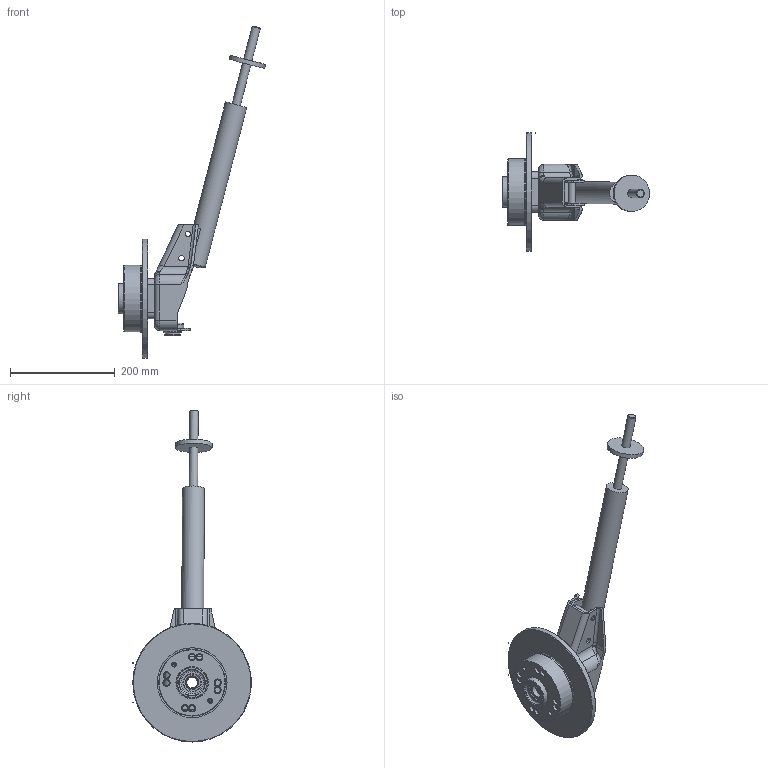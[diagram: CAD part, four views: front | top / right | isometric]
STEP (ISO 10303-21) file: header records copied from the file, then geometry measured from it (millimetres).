
FILE_DESCRIPTION(/* description */ (''),/* implementation_level */ '2;1');
FILE_NAME(/* name */ 'MOZZO_DISCO_ASM__AF0_AS_MIR_ASM.stp',/* time_stamp */ '2016-06-02T11:41:17+02:00',/* author */ (''),/* organization */ (''),/* preprocessor_version */ 'ST-DEVELOPER v16.5',/* originating_system */ 'Autodesk Translation Framework v5.0.0.3310',/* authorisation */ '');
FILE_SCHEMA (('AUTOMOTIVE_DESIGN { 1 0 10303 214 3 1 1 }'));
Length unit declared in the file: centimetre
Products named in the file (14): MOZZO_DISCO_ASM__AF0_AS_MIR_ASM; ASM0010_MIR_ASM; PRT0015_MIR; PRT0016_MIR; PRT0017_MIR; PRT0018_MIR; PRT0019_MIR; __ASSIEME_MOZZO_DISCO__1_MIR; LAMIERA_PORTAMOZZO_41_MIR; AMMORT_ANTERIORE_AF0_ASM_16_MIR_ASM; ASM0011_MIR_ASM; MANIFOLD_SOLID_BREP_23886_MIR; MANIFOLD_SOLID_BREP_24239_MIR; PRT0020_MIR
Assembly tree (13 placements, depth 4):
  MOZZO_DISCO_ASM__AF0_AS_MIR_ASM
    ASM0010_MIR_ASM
      PRT0015_MIR
      PRT0016_MIR
      PRT0017_MIR
      PRT0018_MIR
      PRT0019_MIR
      __ASSIEME_MOZZO_DISCO__1_MIR
    LAMIERA_PORTAMOZZO_41_MIR
    AMMORT_ANTERIORE_AF0_ASM_16_MIR_ASM
      ASM0011_MIR_ASM
        MANIFOLD_SOLID_BREP_23886_MIR
        MANIFOLD_SOLID_BREP_24239_MIR
      PRT0020_MIR
Bounding box: 281.34 x 227.48 x 634.98 mm (x, y, z)
Volume: 860585.8 mm3; surface area: 383487.9 mm2
Topology: 9 solids, 12 shells, 444 faces, 1181 edges, 762 vertices
Faces by surface type: cylinder 221, plane 95, bspline 48, torus 44, cone 28, sphere 8
Full cylindrical faces by diameter (mm): 1 x4, 6.65 x2, 8.5 x2, 8.65 x4, 10.5 x10, 10.65 x8, 12.5 x4, 12.8 x2, 13 x4, 16 x3, 24 x2, 28 x1, 30 x1, 33 x1, 35 x2, 36 x1, 41 x1, 42 x2, 49 x1, 55.5 x1, 58 x2, 59 x1, 62 x1, 70 x1, 72 x1, 117 x2, 118 x1, 127 x1, 127.6 x1, 133.5 x1
Entity records: 16616 total; most frequent: CARTESIAN_POINT 6373, DIRECTION 2028, ORIENTED_EDGE 1950, EDGE_CURVE 1002, AXIS2_PLACEMENT_3D 873, VERTEX_POINT 709, EDGE_LOOP 658, FACE_OUTER_BOUND 444
